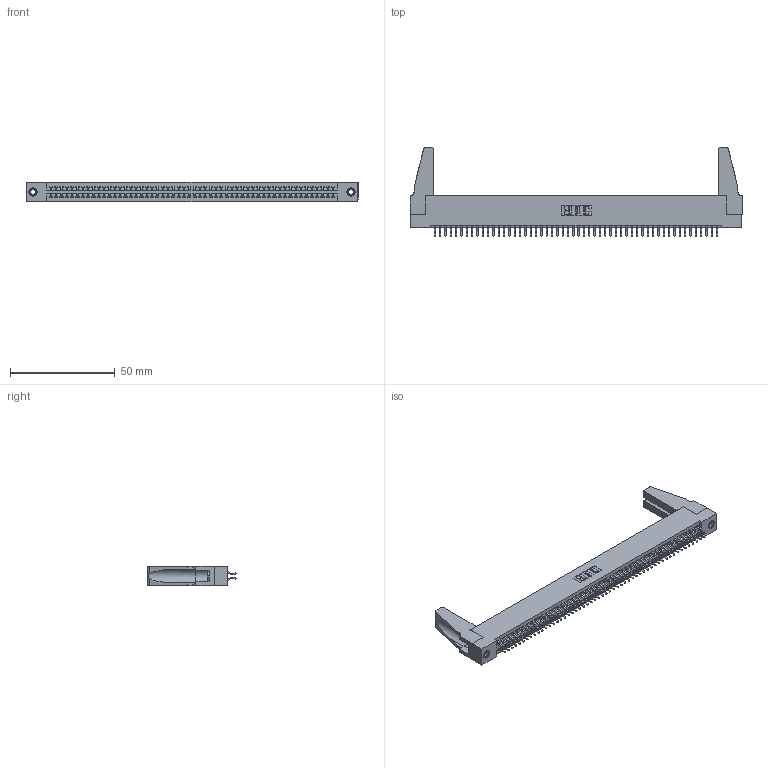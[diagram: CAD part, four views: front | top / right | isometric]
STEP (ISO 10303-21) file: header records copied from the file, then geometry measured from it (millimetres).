
FILE_DESCRIPTION (( 'STEP AP203' ), '1' );
FILE_NAME ('345-108-556-288.STEP', '2019-11-04T14:20:18', ( '' ), ( '' ), 'SwSTEP 2.0', 'SolidWorks 2016', '' );
FILE_SCHEMA (( 'CONFIG_CONTROL_DESIGN' ));
Length unit declared in the file: inch
Products named in the file (5): 345-250-001_345-250-001-102; 345 Part_Flush Mounting Lugs - 0.156 Dia-TH; 345-220-078_345-220-088; 345-292-001_556 Tail; 345-108-556-288
Assembly tree (113 placements, depth 2):
  345-108-556-288
    345 Part_Flush Mounting Lugs - 0.156 Dia-TH
    345-292-001_556 Tail  x108
    345-250-001_345-250-001-102  x2
    345-220-078_345-220-088  x2
Bounding box: 158.39 x 42.1 x 9.4 mm (x, y, z)
Volume: 18746.2 mm3; surface area: 26162.3 mm2
Topology: 113 solids, 113 shells, 6298 faces, 18691 edges, 12306 vertices
Faces by surface type: plane 4148, cylinder 2134, cone 12, torus 4
Entity records: 43122 total; most frequent: CARTESIAN_POINT 7226, ORIENTED_EDGE 7108, DIRECTION 6350, EDGE_CURVE 3554, VECTOR 3156, LINE 3156, VERTEX_POINT 2362, AXIS2_PLACEMENT_3D 1597
